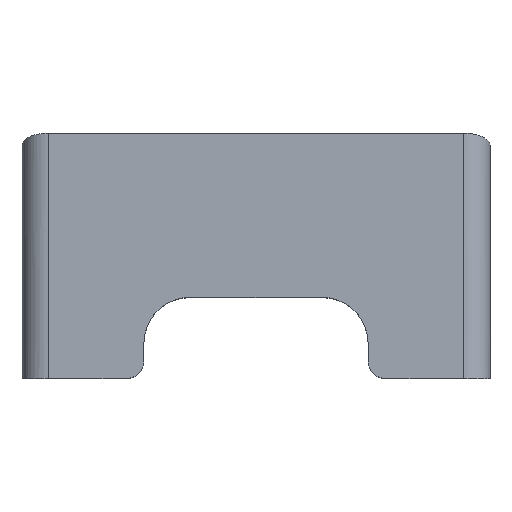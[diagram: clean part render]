
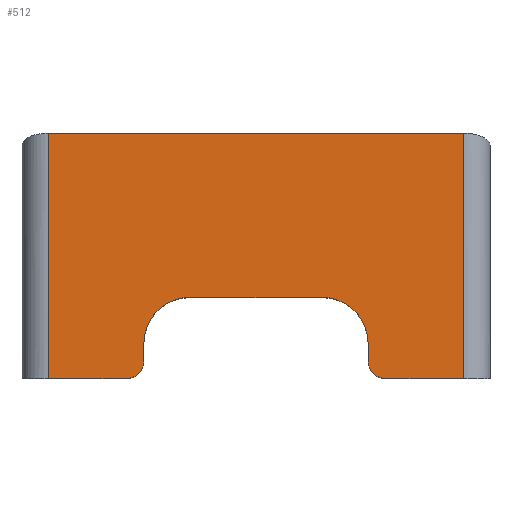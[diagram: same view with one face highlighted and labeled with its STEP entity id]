
A CAD part, top view. The second image highlights one B-rep face of the part: STEP entity #512.
In plain terms, the highlighted planar face has unit normal (0, 0, 1).
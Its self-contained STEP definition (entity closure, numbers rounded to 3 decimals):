
#41=PLANE('',#583);
#69=FACE_OUTER_BOUND('',#101,.T.);
#101=EDGE_LOOP('',(#457,#458,#459,#460,#461,#462,#463,#464,#465,#466,#467,
#468));
#111=LINE('',#772,#151);
#120=LINE('',#795,#160);
#128=LINE('',#822,#168);
#129=LINE('',#829,#169);
#132=LINE('',#864,#172);
#138=LINE('',#875,#178);
#144=LINE('',#896,#184);
#145=LINE('',#898,#185);
#151=VECTOR('',#619,1000.);
#160=VECTOR('',#638,1000.);
#168=VECTOR('',#664,1000.);
#169=VECTOR('',#673,1000.);
#172=VECTOR('',#692,1000.);
#178=VECTOR('',#704,1000.);
#184=VECTOR('',#732,1000.);
#185=VECTOR('',#735,1000.);
#203=CIRCLE('',#569,5.2);
#204=CIRCLE('',#572,2.);
#205=CIRCLE('',#574,2.);
#208=CIRCLE('',#580,5.2);
#218=VERTEX_POINT('',#769);
#219=VERTEX_POINT('',#771);
#227=VERTEX_POINT('',#792);
#228=VERTEX_POINT('',#794);
#237=VERTEX_POINT('',#819);
#238=VERTEX_POINT('',#821);
#249=VERTEX_POINT('',#862);
#250=VERTEX_POINT('',#863);
#251=VERTEX_POINT('',#870);
#252=VERTEX_POINT('',#874);
#253=VERTEX_POINT('',#880);
#256=VERTEX_POINT('',#892);
#269=EDGE_CURVE('',#218,#219,#111,.T.);
#280=EDGE_CURVE('',#228,#227,#120,.T.);
#294=EDGE_CURVE('',#237,#238,#128,.T.);
#298=EDGE_CURVE('',#228,#237,#129,.T.);
#309=EDGE_CURVE('',#249,#250,#132,.T.);
#314=EDGE_CURVE('',#249,#251,#203,.T.);
#316=EDGE_CURVE('',#251,#252,#138,.T.);
#318=EDGE_CURVE('',#252,#219,#204,.T.);
#319=EDGE_CURVE('',#227,#253,#205,.T.);
#325=EDGE_CURVE('',#250,#256,#208,.T.);
#327=EDGE_CURVE('',#256,#253,#144,.T.);
#328=EDGE_CURVE('',#218,#238,#145,.T.);
#457=ORIENTED_EDGE('',*,*,#298,.F.);
#458=ORIENTED_EDGE('',*,*,#280,.T.);
#459=ORIENTED_EDGE('',*,*,#319,.T.);
#460=ORIENTED_EDGE('',*,*,#327,.F.);
#461=ORIENTED_EDGE('',*,*,#325,.F.);
#462=ORIENTED_EDGE('',*,*,#309,.F.);
#463=ORIENTED_EDGE('',*,*,#314,.T.);
#464=ORIENTED_EDGE('',*,*,#316,.T.);
#465=ORIENTED_EDGE('',*,*,#318,.T.);
#466=ORIENTED_EDGE('',*,*,#269,.F.);
#467=ORIENTED_EDGE('',*,*,#328,.T.);
#468=ORIENTED_EDGE('',*,*,#294,.F.);
#512=ADVANCED_FACE('',(#69),#41,.F.);
#569=AXIS2_PLACEMENT_3D('',#871,#699,#700);
#572=AXIS2_PLACEMENT_3D('',#878,#708,#709);
#574=AXIS2_PLACEMENT_3D('',#881,#712,#713);
#580=AXIS2_PLACEMENT_3D('',#893,#727,#728);
#583=AXIS2_PLACEMENT_3D('',#899,#736,#737);
#619=DIRECTION('',(-1.,0.,0.));
#638=DIRECTION('',(1.,0.,0.));
#664=DIRECTION('',(1.,0.,0.));
#673=DIRECTION('',(0.,1.,0.));
#692=DIRECTION('',(-1.,0.,0.));
#699=DIRECTION('center_axis',(0.,0.,
-1.));
#700=DIRECTION('ref_axis',(0.707,0.707,0.));
#704=DIRECTION('',(0.,-1.,0.));
#708=DIRECTION('center_axis',(0.,0.,
1.));
#709=DIRECTION('ref_axis',(-0.707,-0.707,0.));
#712=DIRECTION('center_axis',(0.,0.,
1.));
#713=DIRECTION('ref_axis',(0.707,-0.707,0.));
#727=DIRECTION('center_axis',(0.,0.,
1.));
#728=DIRECTION('ref_axis',(-0.707,0.707,0.));
#732=DIRECTION('',(0.,-1.,0.));
#735=DIRECTION('',(0.,1.,0.));
#736=DIRECTION('center_axis',(0.,0.,
-1.));
#737=DIRECTION('ref_axis',(-1.,0.,0.));
#769=CARTESIAN_POINT('',(28.04,299.,-9.25));
#771=CARTESIAN_POINT('',(19.24,299.,-9.25));
#772=CARTESIAN_POINT('',(20.54,299.,-9.25));
#792=CARTESIAN_POINT('',(-10.15,299.,-9.25));
#794=CARTESIAN_POINT('',(-18.95,299.,-9.25));
#795=CARTESIAN_POINT('',(20.54,299.,-9.25));
#819=CARTESIAN_POINT('',(-18.95,326.8,-9.25));
#821=CARTESIAN_POINT('',(28.04,326.8,-9.25));
#822=CARTESIAN_POINT('',(-2.455,326.8,-9.25));
#829=CARTESIAN_POINT('',(-18.95,308.,-9.25));
#862=CARTESIAN_POINT('',(12.04,308.2,-9.25));
#863=CARTESIAN_POINT('',(-2.95,308.2,-9.25));
#864=CARTESIAN_POINT('',(10.793,308.2,-9.25));
#870=CARTESIAN_POINT('',(17.24,303.,-9.25));
#871=CARTESIAN_POINT('Origin',(12.04,303.,-9.25));
#874=CARTESIAN_POINT('',(17.24,301.,-9.25));
#875=CARTESIAN_POINT('',(17.24,308.,-9.25));
#878=CARTESIAN_POINT('Origin',(19.24,301.,-9.25));
#880=CARTESIAN_POINT('',(-8.15,301.,-9.25));
#881=CARTESIAN_POINT('Origin',(-10.15,301.,-9.25));
#892=CARTESIAN_POINT('',(-8.15,303.,-9.25));
#893=CARTESIAN_POINT('Origin',(-2.95,303.,-9.25));
#896=CARTESIAN_POINT('',(-8.15,308.,-9.25));
#898=CARTESIAN_POINT('',(28.04,308.,-9.25));
#899=CARTESIAN_POINT('Origin',(17.04,308.,-9.25));
